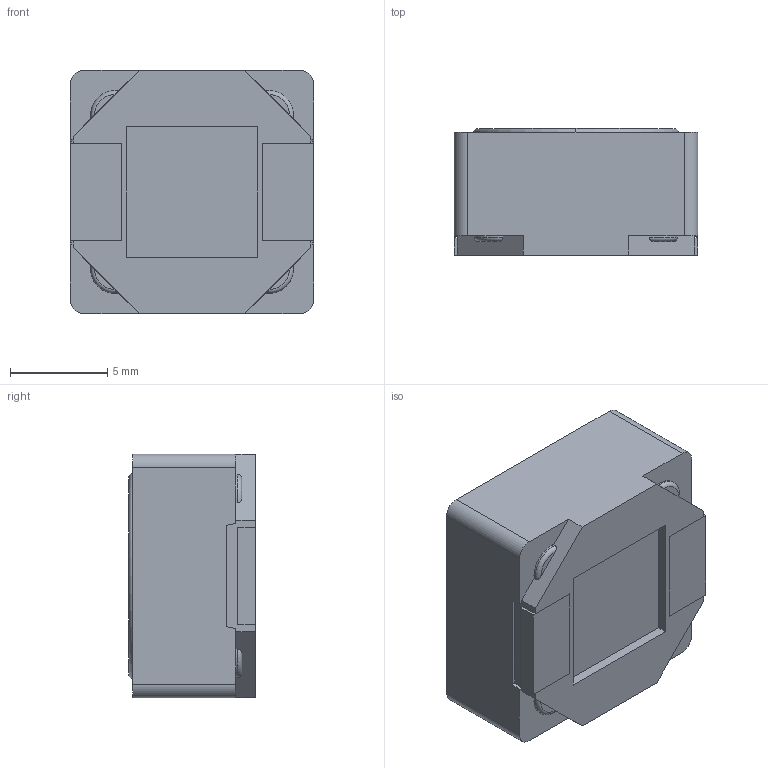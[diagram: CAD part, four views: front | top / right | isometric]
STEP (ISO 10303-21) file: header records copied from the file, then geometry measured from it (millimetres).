
FILE_DESCRIPTION (( 'STEP AP214' ), '1' );
FILE_NAME ('B82477P2104M000.STEP', '2022-02-25T13:20:09', ( '' ), ( '' ), 'SwSTEP 2.0', 'SolidWorks 2017', '' );
FILE_SCHEMA (( 'AUTOMOTIVE_DESIGN' ));
Length unit declared in the file: millimetre
Products named in the file (1): B82477P2104M000
Bounding box: 12.5 x 6.5 x 12.5 mm (x, y, z)
Volume: 949.2 mm3; surface area: 709.8 mm2
Topology: 3 solids, 3 shells, 88 faces, 233 edges, 154 vertices
Faces by surface type: plane 57, cylinder 23, torus 8
Entity records: 2799 total; most frequent: CARTESIAN_POINT 516, ORIENTED_EDGE 466, DIRECTION 461, EDGE_CURVE 233, LINE 167, VECTOR 167, VERTEX_POINT 154, AXIS2_PLACEMENT_3D 147
